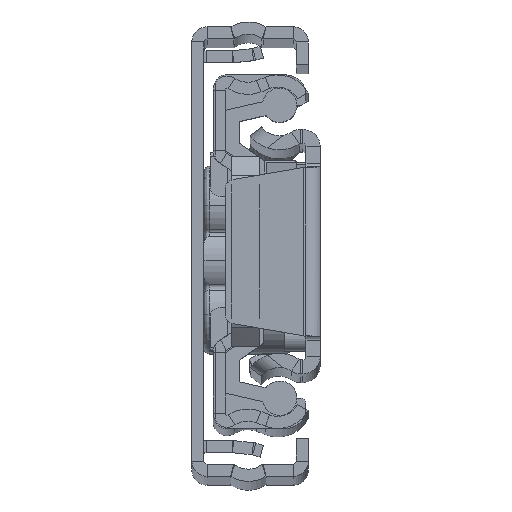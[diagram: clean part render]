
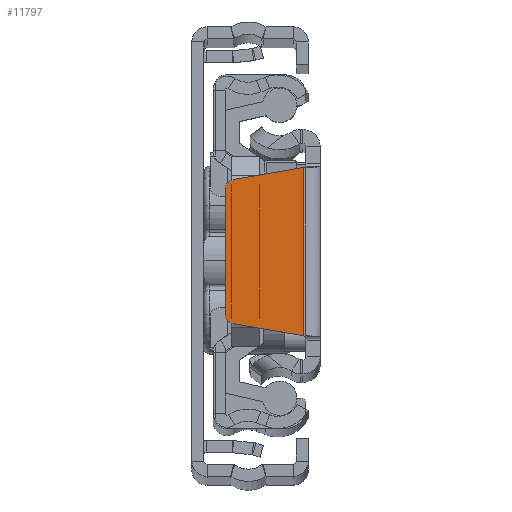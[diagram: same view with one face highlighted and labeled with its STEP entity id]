
A CAD part, top view. The second image highlights one B-rep face of the part: STEP entity #11797.
In plain terms, the highlighted planar face has unit normal (0, 0, 1).
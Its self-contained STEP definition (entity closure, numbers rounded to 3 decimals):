
#816 = ORIENTED_EDGE ( 'NONE', *, *, #6481, .F. ) ;
#897 = FACE_OUTER_BOUND ( 'NONE', #9240, .T. ) ;
#947 = VECTOR ( 'NONE', #9491, 1000. ) ;
#1374 = EDGE_CURVE ( 'NONE', #14617, #11547, #19212, .T. ) ;
#2433 = CARTESIAN_POINT ( 'NONE',  ( -1.6, -8.333, 0. ) ) ;
#3486 = ORIENTED_EDGE ( 'NONE', *, *, #21547, .F. ) ;
#3691 = PLANE ( 'NONE',  #17401 ) ;
#4122 = ORIENTED_EDGE ( 'NONE', *, *, #1374, .F. ) ;
#4772 = CARTESIAN_POINT ( 'NONE',  ( -8.568, 7.142, 0. ) ) ;
#4815 = CARTESIAN_POINT ( 'NONE',  ( -1.5, 8.35, 0. ) ) ;
#5448 = CARTESIAN_POINT ( 'NONE',  ( -8.568, -7.142, 0. ) ) ;
#6271 = VECTOR ( 'NONE', #6373, 1000. ) ;
#6373 = DIRECTION ( 'NONE',  ( 0.986, 0.168, 0. ) ) ;
#6481 = EDGE_CURVE ( 'NONE', #9670, #12767, #15567, .T. ) ;
#6765 = EDGE_CURVE ( 'NONE', #19140, #14617, #7406, .T. ) ;
#7001 = CARTESIAN_POINT ( 'NONE',  ( -8.4, 6.156, 0. ) ) ;
#7406 = CIRCLE ( 'NONE', #13038, 1. ) ;
#7532 = DIRECTION ( 'NONE',  ( -1., 0., 0. ) ) ;
#8485 = CARTESIAN_POINT ( 'NONE',  ( -8.568, -7.142, 0. ) ) ;
#8652 = CARTESIAN_POINT ( 'NONE',  ( -9.4, -6.156, 0. ) ) ;
#8773 = DIRECTION ( 'NONE',  ( 0., 0., -1. ) ) ;
#9240 = EDGE_LOOP ( 'NONE', ( #816, #15434, #12133, #4122, #14731, #3486 ) ) ;
#9381 = CARTESIAN_POINT ( 'NONE',  ( -9.4, 6.156, 0. ) ) ;
#9491 = DIRECTION ( 'NONE',  ( 0., 1., 0. ) ) ;
#9670 = VERTEX_POINT ( 'NONE', #13121 ) ;
#9800 = CIRCLE ( 'NONE', #10488, 1. ) ;
#10488 = AXIS2_PLACEMENT_3D ( 'NONE', #11970, #15295, #20378 ) ;
#10703 = DIRECTION ( 'NONE',  ( 0., 0., -1. ) ) ;
#11215 = CARTESIAN_POINT ( 'NONE',  ( -1.6, -8.333, 0. ) ) ;
#11547 = VERTEX_POINT ( 'NONE', #14524 ) ;
#11797 = ADVANCED_FACE ( 'NONE', ( #897 ), #3691, .F. ) ;
#11970 = CARTESIAN_POINT ( 'NONE',  ( -8.4, 6.156, 0. ) ) ;
#12133 = ORIENTED_EDGE ( 'NONE', *, *, #13902, .F. ) ;
#12223 = DIRECTION ( 'NONE',  ( -0.986, 0.168, 0. ) ) ;
#12245 = DIRECTION ( 'NONE',  ( 0., -1., 0. ) ) ;
#12253 = CARTESIAN_POINT ( 'NONE',  ( -8.4, -6.156, 0. ) ) ;
#12767 = VERTEX_POINT ( 'NONE', #11215 ) ;
#13038 = AXIS2_PLACEMENT_3D ( 'NONE', #12253, #10703, #14125 ) ;
#13121 = CARTESIAN_POINT ( 'NONE',  ( -1.6, 8.333, 0. ) ) ;
#13555 = LINE ( 'NONE', #8485, #20207 ) ;
#13879 = EDGE_CURVE ( 'NONE', #14842, #9670, #19853, .T. ) ;
#13902 = EDGE_CURVE ( 'NONE', #11547, #14842, #9800, .T. ) ;
#14125 = DIRECTION ( 'NONE',  ( -1., 0., 0. ) ) ;
#14428 = VECTOR ( 'NONE', #12245, 1000. ) ;
#14524 = CARTESIAN_POINT ( 'NONE',  ( -9.4, 6.156, 0. ) ) ;
#14617 = VERTEX_POINT ( 'NONE', #8652 ) ;
#14731 = ORIENTED_EDGE ( 'NONE', *, *, #6765, .F. ) ;
#14842 = VERTEX_POINT ( 'NONE', #4772 ) ;
#15295 = DIRECTION ( 'NONE',  ( 0., 0., -1. ) ) ;
#15434 = ORIENTED_EDGE ( 'NONE', *, *, #13879, .F. ) ;
#15567 = LINE ( 'NONE', #2433, #14428 ) ;
#17401 = AXIS2_PLACEMENT_3D ( 'NONE', #7001, #8773, #7532 ) ;
#19140 = VERTEX_POINT ( 'NONE', #5448 ) ;
#19212 = LINE ( 'NONE', #9381, #947 ) ;
#19853 = LINE ( 'NONE', #4815, #6271 ) ;
#20207 = VECTOR ( 'NONE', #12223, 1000. ) ;
#20378 = DIRECTION ( 'NONE',  ( -1., 0., 0. ) ) ;
#21547 = EDGE_CURVE ( 'NONE', #12767, #19140, #13555, .T. ) ;
